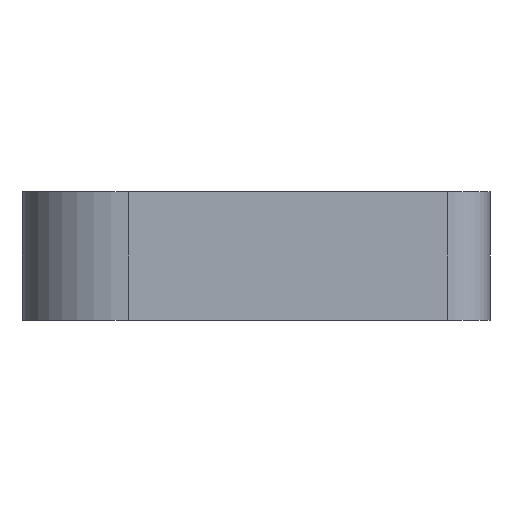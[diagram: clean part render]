
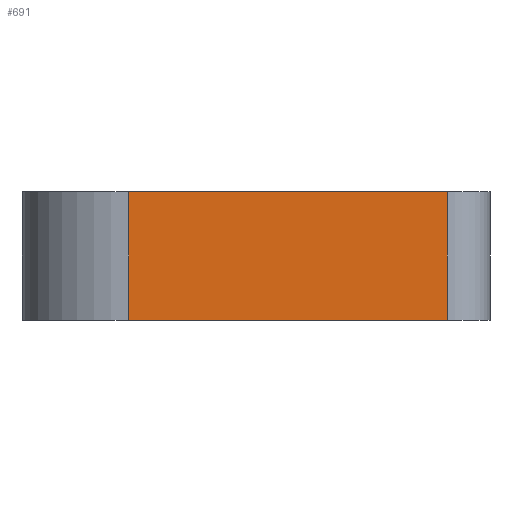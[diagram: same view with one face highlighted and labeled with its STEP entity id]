
A CAD part, left-side view. The second image highlights one B-rep face of the part: STEP entity #691.
In plain terms, the highlighted planar face has unit normal (-1, 0, 0).
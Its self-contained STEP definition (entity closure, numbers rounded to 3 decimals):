
#26=PLANE('',#762);
#59=FACE_OUTER_BOUND('',#95,.T.);
#95=EDGE_LOOP('',(#577,#578,#579,#580));
#117=LINE('',#1035,#183);
#147=LINE('',#1139,#213);
#158=LINE('',#1163,#224);
#159=LINE('',#1164,#225);
#183=VECTOR('',#815,14.916);
#213=VECTOR('',#923,6.);
#224=VECTOR('',#950,14.916);
#225=VECTOR('',#951,6.);
#293=VERTEX_POINT('',#1032);
#294=VERTEX_POINT('',#1034);
#329=VERTEX_POINT('',#1137);
#334=VERTEX_POINT('',#1162);
#363=EDGE_CURVE('',#293,#294,#117,.T.);
#415=EDGE_CURVE('',#329,#293,#147,.T.);
#427=EDGE_CURVE('',#334,#329,#158,.T.);
#428=EDGE_CURVE('',#294,#334,#159,.T.);
#577=ORIENTED_EDGE('',*,*,#415,.F.);
#578=ORIENTED_EDGE('',*,*,#427,.F.);
#579=ORIENTED_EDGE('',*,*,#428,.F.);
#580=ORIENTED_EDGE('',*,*,#363,.F.);
#691=ADVANCED_FACE('',(#59),#26,.T.);
#762=AXIS2_PLACEMENT_3D('',#1161,#948,#949);
#815=DIRECTION('',(0.,1.,0.));
#923=DIRECTION('',(0.,0.,-1.));
#948=DIRECTION('center_axis',(-1.,0.,0.));
#949=DIRECTION('ref_axis',(0.,-1.,0.));
#950=DIRECTION('',(0.,-1.,0.));
#951=DIRECTION('',(0.,0.,1.));
#1032=CARTESIAN_POINT('',(-25.,-11.2,0.));
#1034=CARTESIAN_POINT('',(-25.,3.716,0.));
#1035=CARTESIAN_POINT('',(-25.,-13.2,0.));
#1137=CARTESIAN_POINT('',(-25.,-11.2,6.));
#1139=CARTESIAN_POINT('',(-25.,-11.2,0.));
#1161=CARTESIAN_POINT('Origin',(-25.,3.716,0.));
#1162=CARTESIAN_POINT('',(-25.,3.716,6.));
#1163=CARTESIAN_POINT('',(-25.,-13.2,6.));
#1164=CARTESIAN_POINT('',(-25.,3.716,0.));
